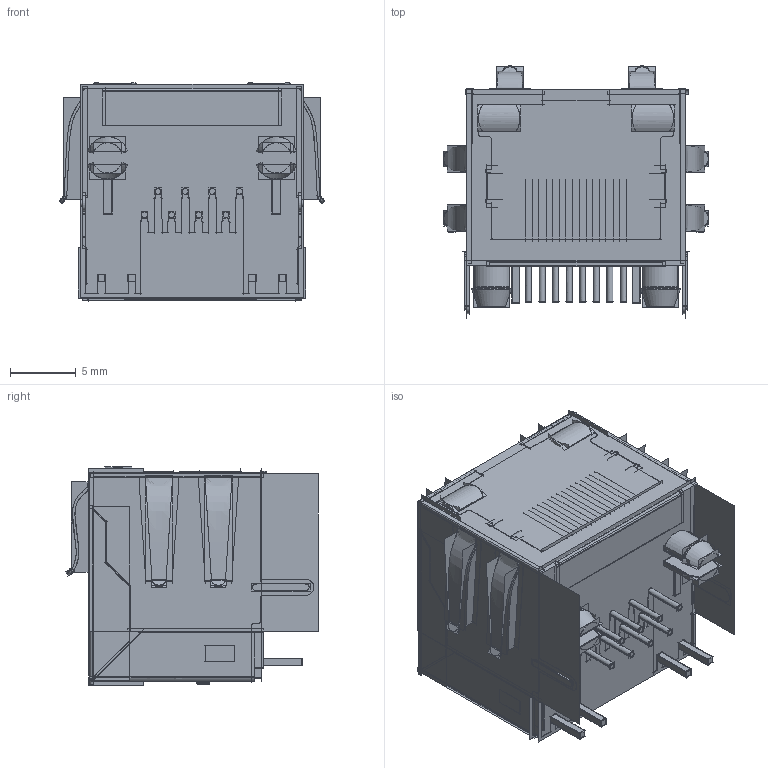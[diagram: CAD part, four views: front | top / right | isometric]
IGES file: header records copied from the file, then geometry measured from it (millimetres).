
Start section:  PTC IGES file: DGKYD561188DB1A3DY1027.igs
Global section: file name: DGKYD561188DB1A3DY1027.igs; native system: Creo Parametric by PTC Inc.; preprocessor: 2018400; author: Administrator; organization: Unknown; date: 20211025.095249; units: millimetre
Bounding box: 20.13 x 19.14 x 16.54 mm (x, y, z)
Volume: 2310.3 mm3; surface area: 14731 mm2
Topology: 1 solids, 1 shells, 1306 faces, 6596 edges, 8084 vertices
Faces by surface type: bspline 1032, revolution 250, extrusion 24
